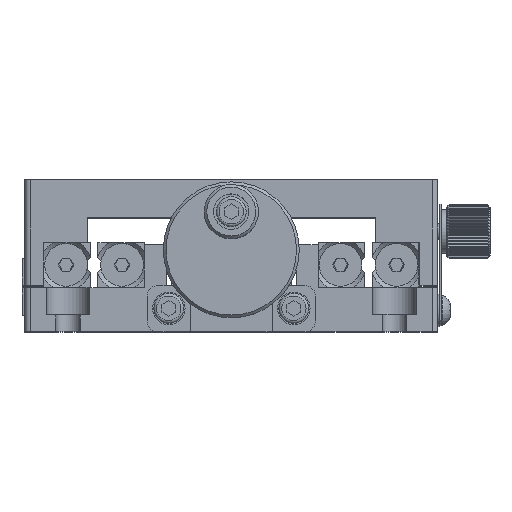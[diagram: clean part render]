
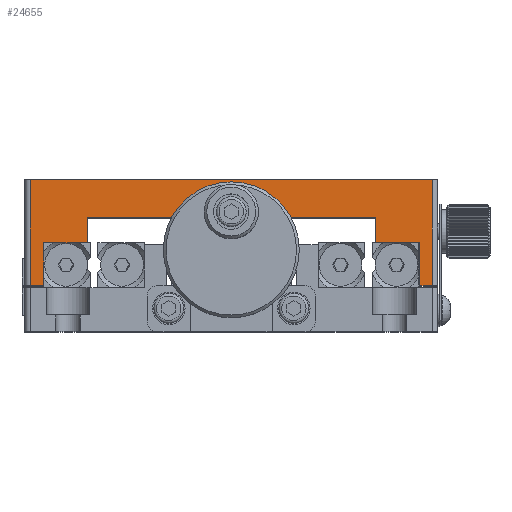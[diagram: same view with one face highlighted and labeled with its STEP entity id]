
A CAD part, top view. The second image highlights one B-rep face of the part: STEP entity #24655.
In plain terms, the highlighted planar face has unit normal (0, 0, 1).
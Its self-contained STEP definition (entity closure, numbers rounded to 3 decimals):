
#603 = VERTEX_POINT ( 'NONE', #3801 ) ;
#847 = CARTESIAN_POINT ( 'NONE',  ( -34.5, 8.5, 38. ) ) ;
#925 = LINE ( 'NONE', #32165, #16592 ) ;
#1011 = DIRECTION ( 'NONE',  ( 1., 0., 0. ) ) ;
#1186 = LINE ( 'NONE', #53826, #16413 ) ;
#1293 = LINE ( 'NONE', #29056, #31276 ) ;
#1304 = ORIENTED_EDGE ( 'NONE', *, *, #6582, .T. ) ;
#1993 = CARTESIAN_POINT ( 'NONE',  ( 34.7, 16.4, 38. ) ) ;
#2957 = CARTESIAN_POINT ( 'NONE',  ( 26.5, 16.4, 38. ) ) ;
#3016 = CARTESIAN_POINT ( 'NONE',  ( -37., 28., 38. ) ) ;
#3089 = VECTOR ( 'NONE', #33752, 1000. ) ;
#3104 = LINE ( 'NONE', #16388, #27860 ) ;
#3801 = CARTESIAN_POINT ( 'NONE',  ( 37., 8.5, 38. ) ) ;
#3979 = CARTESIAN_POINT ( 'NONE',  ( 38., 8.5, 38. ) ) ;
#4835 = DIRECTION ( 'NONE',  ( 1., 0., 0. ) ) ;
#5165 = CARTESIAN_POINT ( 'NONE',  ( -26.5, 16.4, 38. ) ) ;
#5247 = VECTOR ( 'NONE', #1011, 1000. ) ;
#5523 = DIRECTION ( 'NONE',  ( -1., 0., 0. ) ) ;
#5951 = EDGE_CURVE ( 'NONE', #24716, #46364, #6472, .T. ) ;
#6052 = EDGE_CURVE ( 'NONE', #603, #26110, #7036, .T. ) ;
#6096 = VERTEX_POINT ( 'NONE', #3016 ) ;
#6472 = LINE ( 'NONE', #45828, #49215 ) ;
#6582 = EDGE_CURVE ( 'NONE', #35115, #14801, #11743, .T. ) ;
#7036 = LINE ( 'NONE', #10549, #30773 ) ;
#8170 = EDGE_CURVE ( 'NONE', #22224, #46364, #1293, .T. ) ;
#9437 = DIRECTION ( 'NONE',  ( 0., 1., 0. ) ) ;
#10436 = CARTESIAN_POINT ( 'NONE',  ( -26.5, 21., 38. ) ) ;
#10549 = CARTESIAN_POINT ( 'NONE',  ( 37., 28., 38. ) ) ;
#11743 = LINE ( 'NONE', #38660, #3089 ) ;
#12148 = ORIENTED_EDGE ( 'NONE', *, *, #44747, .T. ) ;
#13022 = EDGE_CURVE ( 'NONE', #37021, #37521, #30304, .T. ) ;
#13293 = EDGE_CURVE ( 'NONE', #6096, #37598, #1186, .T. ) ;
#13856 = ORIENTED_EDGE ( 'NONE', *, *, #13293, .T. ) ;
#14734 = EDGE_CURVE ( 'NONE', #37521, #45036, #22983, .T. ) ;
#14801 = VERTEX_POINT ( 'NONE', #33673 ) ;
#16388 = CARTESIAN_POINT ( 'NONE',  ( -34.5, 8.5, 38. ) ) ;
#16413 = VECTOR ( 'NONE', #53239, 1000. ) ;
#16592 = VECTOR ( 'NONE', #5523, 1000. ) ;
#19199 = CARTESIAN_POINT ( 'NONE',  ( -26.5, 16.4, 38. ) ) ;
#19457 = ORIENTED_EDGE ( 'NONE', *, *, #14734, .T. ) ;
#20554 = LINE ( 'NONE', #39060, #37734 ) ;
#21299 = CARTESIAN_POINT ( 'NONE',  ( 0., 28., 38. ) ) ;
#22224 = VERTEX_POINT ( 'NONE', #34287 ) ;
#22371 = ORIENTED_EDGE ( 'NONE', *, *, #5951, .T. ) ;
#22983 = LINE ( 'NONE', #19199, #5247 ) ;
#23820 = ORIENTED_EDGE ( 'NONE', *, *, #48515, .T. ) ;
#24121 = DIRECTION ( 'NONE',  ( 0., 1., 0. ) ) ;
#24655 = ADVANCED_FACE ( 'NONE', ( #56311 ), #43276, .F. ) ;
#24716 = VERTEX_POINT ( 'NONE', #29741 ) ;
#26110 = VERTEX_POINT ( 'NONE', #32897 ) ;
#27860 = VECTOR ( 'NONE', #34065, 1000. ) ;
#28042 = ORIENTED_EDGE ( 'NONE', *, *, #13022, .T. ) ;
#28916 = LINE ( 'NONE', #3979, #48378 ) ;
#29056 = CARTESIAN_POINT ( 'NONE',  ( 34.7, 8.5, 38. ) ) ;
#29149 = DIRECTION ( 'NONE',  ( 0., 0., -1. ) ) ;
#29612 = DIRECTION ( 'NONE',  ( 0., -1., 0. ) ) ;
#29634 = ORIENTED_EDGE ( 'NONE', *, *, #52431, .T. ) ;
#29741 = CARTESIAN_POINT ( 'NONE',  ( 26.5, 16.4, 38. ) ) ;
#30304 = LINE ( 'NONE', #34901, #48743 ) ;
#30773 = VECTOR ( 'NONE', #24121, 1000. ) ;
#31276 = VECTOR ( 'NONE', #46660, 1000. ) ;
#32165 = CARTESIAN_POINT ( 'NONE',  ( -38., 28., 38. ) ) ;
#32551 = VECTOR ( 'NONE', #29612, 1000. ) ;
#32897 = CARTESIAN_POINT ( 'NONE',  ( 37., 28., 38. ) ) ;
#33221 = ORIENTED_EDGE ( 'NONE', *, *, #8170, .F. ) ;
#33673 = CARTESIAN_POINT ( 'NONE',  ( 26.5, 21., 38. ) ) ;
#33752 = DIRECTION ( 'NONE',  ( 1., 0., 0. ) ) ;
#34065 = DIRECTION ( 'NONE',  ( 1., 0., 0. ) ) ;
#34287 = CARTESIAN_POINT ( 'NONE',  ( 34.7, 8.5, 38. ) ) ;
#34901 = CARTESIAN_POINT ( 'NONE',  ( -34.5, 16.4, 38. ) ) ;
#35115 = VERTEX_POINT ( 'NONE', #10436 ) ;
#35705 = CARTESIAN_POINT ( 'NONE',  ( -34.5, 16.4, 38. ) ) ;
#35717 = AXIS2_PLACEMENT_3D ( 'NONE', #21299, #29149, #47057 ) ;
#36083 = EDGE_LOOP ( 'NONE', ( #12148, #13856, #49280, #28042, #19457, #45799, #1304, #23820, #22371, #33221, #29634, #38168 ) ) ;
#37021 = VERTEX_POINT ( 'NONE', #847 ) ;
#37521 = VERTEX_POINT ( 'NONE', #35705 ) ;
#37598 = VERTEX_POINT ( 'NONE', #55909 ) ;
#37734 = VECTOR ( 'NONE', #56970, 1000. ) ;
#38087 = EDGE_CURVE ( 'NONE', #45036, #35115, #20554, .T. ) ;
#38168 = ORIENTED_EDGE ( 'NONE', *, *, #6052, .T. ) ;
#38660 = CARTESIAN_POINT ( 'NONE',  ( 26.5, 21., 38. ) ) ;
#39060 = CARTESIAN_POINT ( 'NONE',  ( -26.5, 21., 38. ) ) ;
#42048 = DIRECTION ( 'NONE',  ( 1., 0., 0. ) ) ;
#42280 = LINE ( 'NONE', #2957, #32551 ) ;
#43276 = PLANE ( 'NONE',  #35717 ) ;
#44747 = EDGE_CURVE ( 'NONE', #26110, #6096, #925, .T. ) ;
#45036 = VERTEX_POINT ( 'NONE', #5165 ) ;
#45799 = ORIENTED_EDGE ( 'NONE', *, *, #38087, .T. ) ;
#45828 = CARTESIAN_POINT ( 'NONE',  ( 34.5, 16.4, 38. ) ) ;
#46364 = VERTEX_POINT ( 'NONE', #1993 ) ;
#46660 = DIRECTION ( 'NONE',  ( 0., 1., 0. ) ) ;
#47057 = DIRECTION ( 'NONE',  ( -1., 0., 0. ) ) ;
#48378 = VECTOR ( 'NONE', #4835, 1000. ) ;
#48515 = EDGE_CURVE ( 'NONE', #14801, #24716, #42280, .T. ) ;
#48743 = VECTOR ( 'NONE', #9437, 1000. ) ;
#48922 = EDGE_CURVE ( 'NONE', #37598, #37021, #3104, .T. ) ;
#49215 = VECTOR ( 'NONE', #42048, 1000. ) ;
#49280 = ORIENTED_EDGE ( 'NONE', *, *, #48922, .T. ) ;
#52431 = EDGE_CURVE ( 'NONE', #22224, #603, #28916, .T. ) ;
#53239 = DIRECTION ( 'NONE',  ( 0., -1., 0. ) ) ;
#53826 = CARTESIAN_POINT ( 'NONE',  ( -37., 28., 38. ) ) ;
#55909 = CARTESIAN_POINT ( 'NONE',  ( -37., 8.5, 38. ) ) ;
#56311 = FACE_OUTER_BOUND ( 'NONE', #36083, .T. ) ;
#56970 = DIRECTION ( 'NONE',  ( 0., 1., 0. ) ) ;
